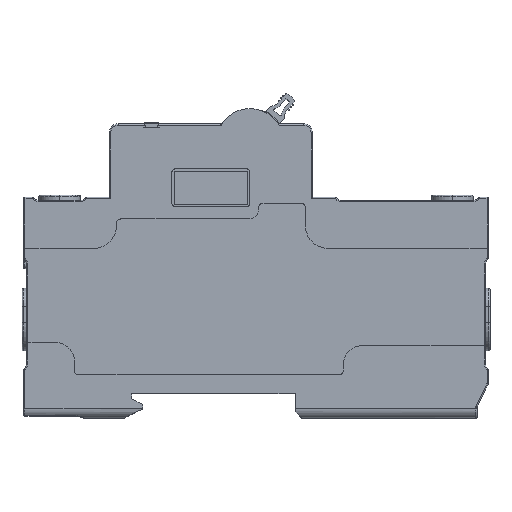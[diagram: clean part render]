
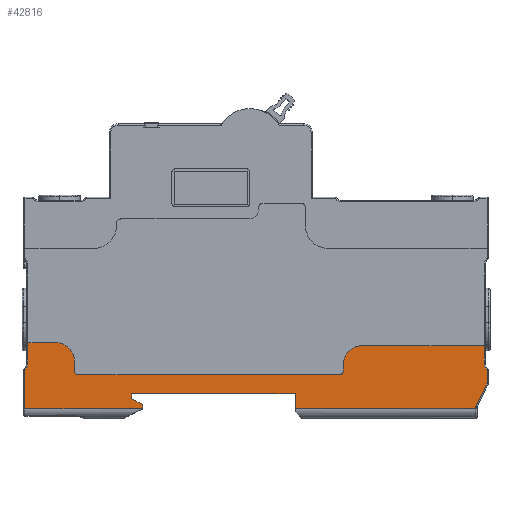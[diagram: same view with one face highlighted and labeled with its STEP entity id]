
A CAD part, top view. The second image highlights one B-rep face of the part: STEP entity #42816.
In plain terms, the highlighted planar face has unit normal (0, 0, 1).
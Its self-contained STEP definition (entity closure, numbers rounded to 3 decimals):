
#5602=DIRECTION('',(0.,1.,0.));
#5603=VECTOR('',#5602,2.805);
#5604=CARTESIAN_POINT('',(52.7,-53.332,36.));
#5605=LINE('',#5604,#5603);
#5660=DIRECTION('',(0.,1.,0.));
#5661=VECTOR('',#5660,0.432);
#5662=CARTESIAN_POINT('',(50.2,-59.1,36.));
#5663=LINE('',#5662,#5661);
#8942=DIRECTION('',(0.,1.,0.));
#8943=VECTOR('',#8942,3.824);
#8944=CARTESIAN_POINT('',(52.05,-48.924,36.));
#8945=LINE('',#8944,#8943);
#11493=CARTESIAN_POINT('',(-42.85,-48.5,36.));
#11494=DIRECTION('',(0.,0.,-1.));
#11495=DIRECTION('',(0.,1.,0.));
#11496=AXIS2_PLACEMENT_3D('',#11493,#11494,#11495);
#11498=CARTESIAN_POINT('',(-37.75,-50.5,36.));
#11499=DIRECTION('',(0.,0.,1.));
#11500=DIRECTION('',(-1.,0.,0.));
#11501=AXIS2_PLACEMENT_3D('',#11498,#11499,#11500);
#11503=CARTESIAN_POINT('',(19.85,-50.5,36.));
#11504=DIRECTION('',(0.,0.,1.));
#11505=DIRECTION('',(0.,-1.,0.));
#11506=AXIS2_PLACEMENT_3D('',#11503,#11504,#11505);
#11508=CARTESIAN_POINT('',(24.95,-49.2,36.));
#11509=DIRECTION('',(0.,0.,-1.));
#11510=DIRECTION('',(-1.,0.,0.));
#11511=AXIS2_PLACEMENT_3D('',#11508,#11509,#11510);
#11513=DIRECTION('',(1.,0.,0.));
#11514=VECTOR('',#11513,27.1);
#11515=CARTESIAN_POINT('',(24.95,-45.1,36.));
#11516=LINE('',#11515,#11514);
#11517=CARTESIAN_POINT('',(54.35,-48.924,36.));
#11518=DIRECTION('',(0.,0.,1.));
#11519=DIRECTION('',(-1.,0.,0.));
#11520=AXIS2_PLACEMENT_3D('',#11517,#11518,#11519);
#11522=DIRECTION('',(-0.433,-0.901,0.));
#11523=VECTOR('',#11522,5.633);
#11524=CARTESIAN_POINT('',(52.7,-53.332,36.));
#11525=LINE('',#11524,#11523);
#11526=CARTESIAN_POINT('',(50.8,-58.668,36.));
#11527=DIRECTION('',(0.,0.,1.));
#11528=DIRECTION('',(-0.901,0.433,0.));
#11529=AXIS2_PLACEMENT_3D('',#11526,#11527,#11528);
#11531=DIRECTION('',(0.,1.,0.));
#11532=VECTOR('',#11531,3.4);
#11533=CARTESIAN_POINT('',(10.15,-59.1,36.));
#11534=LINE('',#11533,#11532);
#11535=DIRECTION('',(0.866,-0.5,0.));
#11536=VECTOR('',#11535,2.714);
#11537=CARTESIAN_POINT('',(-26.05,-56.775,36.));
#11538=LINE('',#11537,#11536);
#11539=CARTESIAN_POINT('',(-23.85,-58.392,36.));
#11540=DIRECTION('',(0.,0.,-1.));
#11541=DIRECTION('',(0.5,0.866,0.));
#11542=AXIS2_PLACEMENT_3D('',#11539,#11540,#11541);
#11544=CARTESIAN_POINT('',(-23.85,-58.825,36.));
#11545=DIRECTION('',(0.,0.,-1.));
#11546=DIRECTION('',(1.,0.,0.));
#11547=AXIS2_PLACEMENT_3D('',#11544,#11545,#11546);
#11549=CARTESIAN_POINT('',(-51.35,-48.924,36.));
#11550=DIRECTION('',(0.,0.,1.));
#11551=DIRECTION('',(0.717,-0.697,0.));
#11552=AXIS2_PLACEMENT_3D('',#11549,#11550,#11551);
#11554=DIRECTION('',(0.,-1.,0.));
#11555=VECTOR('',#11554,4.524);
#11556=CARTESIAN_POINT('',(-49.05,-44.4,36.));
#11557=LINE('',#11556,#11555);
#11572=DIRECTION('',(-1.,0.,0.));
#11573=VECTOR('',#11572,6.2);
#11574=CARTESIAN_POINT('',(-42.85,-44.4,36.));
#11575=LINE('',#11574,#11573);
#11584=DIRECTION('',(0.,1.,0.));
#11585=VECTOR('',#11584,2.);
#11586=CARTESIAN_POINT('',(-38.75,-50.5,36.));
#11587=LINE('',#11586,#11585);
#11596=DIRECTION('',(-1.,0.,0.));
#11597=VECTOR('',#11596,57.6);
#11598=CARTESIAN_POINT('',(19.85,-51.5,36.));
#11599=LINE('',#11598,#11597);
#11608=DIRECTION('',(0.,-1.,0.));
#11609=VECTOR('',#11608,1.3);
#11610=CARTESIAN_POINT('',(20.85,-49.2,36.));
#11611=LINE('',#11610,#11609);
#11661=DIRECTION('',(0.,-1.,0.));
#11662=VECTOR('',#11661,8.573);
#11663=CARTESIAN_POINT('',(-49.7,-50.527,36.));
#11664=LINE('',#11663,#11662);
#11685=DIRECTION('',(1.,0.,0.));
#11686=VECTOR('',#11685,25.97);
#11687=CARTESIAN_POINT('',(-49.7,-59.1,36.));
#11688=LINE('',#11687,#11686);
#11698=DIRECTION('',(0.894,0.447,0.));
#11699=VECTOR('',#11698,0.016);
#11700=CARTESIAN_POINT('',(-23.73,-59.1,36.));
#11701=LINE('',#11700,#11699);
#11736=DIRECTION('',(0.,1.,0.));
#11737=VECTOR('',#11736,0.433);
#11738=CARTESIAN_POINT('',(-23.55,-58.825,36.));
#11739=LINE('',#11738,#11737);
#11756=DIRECTION('',(0.,1.,0.));
#11757=VECTOR('',#11756,1.075);
#11758=CARTESIAN_POINT('',(-26.05,-56.775,36.));
#11759=LINE('',#11758,#11757);
#11764=DIRECTION('',(1.,0.,0.));
#11765=VECTOR('',#11764,36.2);
#11766=CARTESIAN_POINT('',(-26.05,-55.7,36.));
#11767=LINE('',#11766,#11765);
#11794=DIRECTION('',(1.,0.,0.));
#11795=VECTOR('',#11794,40.05);
#11796=CARTESIAN_POINT('',(10.15,-59.1,36.));
#11797=LINE('',#11796,#11795);
#26099=CARTESIAN_POINT('',(-49.05,-44.4,36.));
#26100=CARTESIAN_POINT('',(-49.05,-48.924,36.));
#26101=VERTEX_POINT('',#26099);
#26102=VERTEX_POINT('',#26100);
#26103=CARTESIAN_POINT('',(-42.85,-44.4,36.));
#26104=VERTEX_POINT('',#26103);
#26105=CARTESIAN_POINT('',(-38.75,-48.5,36.));
#26106=VERTEX_POINT('',#26105);
#26107=CARTESIAN_POINT('',(-38.75,-50.5,36.));
#26108=VERTEX_POINT('',#26107);
#26109=CARTESIAN_POINT('',(-37.75,-51.5,36.));
#26110=VERTEX_POINT('',#26109);
#26111=CARTESIAN_POINT('',(19.85,-51.5,36.));
#26112=VERTEX_POINT('',#26111);
#26113=CARTESIAN_POINT('',(20.85,-50.5,36.));
#26114=VERTEX_POINT('',#26113);
#26115=CARTESIAN_POINT('',(20.85,-49.2,36.));
#26116=VERTEX_POINT('',#26115);
#26117=CARTESIAN_POINT('',(24.95,-45.1,36.));
#26118=VERTEX_POINT('',#26117);
#26119=CARTESIAN_POINT('',(52.05,-45.1,36.));
#26120=VERTEX_POINT('',#26119);
#26121=CARTESIAN_POINT('',(52.05,-48.924,36.));
#26122=VERTEX_POINT('',#26121);
#26123=CARTESIAN_POINT('',(52.7,-50.527,36.));
#26124=VERTEX_POINT('',#26123);
#26125=CARTESIAN_POINT('',(52.7,-53.332,36.));
#26126=VERTEX_POINT('',#26125);
#26127=CARTESIAN_POINT('',(50.259,-58.408,36.));
#26128=VERTEX_POINT('',#26127);
#26129=CARTESIAN_POINT('',(50.2,-58.668,36.));
#26130=VERTEX_POINT('',#26129);
#26131=CARTESIAN_POINT('',(50.2,-59.1,36.));
#26132=VERTEX_POINT('',#26131);
#26133=CARTESIAN_POINT('',(10.15,-59.1,36.));
#26134=VERTEX_POINT('',#26133);
#26135=CARTESIAN_POINT('',(10.15,-55.7,36.));
#26136=VERTEX_POINT('',#26135);
#26137=CARTESIAN_POINT('',(-26.05,-55.7,36.));
#26138=VERTEX_POINT('',#26137);
#26139=CARTESIAN_POINT('',(-26.05,-56.775,36.));
#26140=VERTEX_POINT('',#26139);
#26141=CARTESIAN_POINT('',(-23.7,-58.132,36.));
#26142=VERTEX_POINT('',#26141);
#26143=CARTESIAN_POINT('',(-23.55,-58.392,36.));
#26144=VERTEX_POINT('',#26143);
#26145=CARTESIAN_POINT('',(-23.55,-58.825,36.));
#26146=VERTEX_POINT('',#26145);
#26147=CARTESIAN_POINT('',(-23.716,-59.093,36.));
#26148=VERTEX_POINT('',#26147);
#26149=CARTESIAN_POINT('',(-23.73,-59.1,36.));
#26150=VERTEX_POINT('',#26149);
#26151=CARTESIAN_POINT('',(-49.7,-59.1,36.));
#26152=VERTEX_POINT('',#26151);
#26153=CARTESIAN_POINT('',(-49.7,-50.527,36.));
#26154=VERTEX_POINT('',#26153);
#42759=CARTESIAN_POINT('',(0.,0.,36.));
#42760=DIRECTION('',(0.,0.,-1.));
#42761=DIRECTION('',(1.,0.,0.));
#42762=AXIS2_PLACEMENT_3D('',#42759,#42760,#42761);
#42763=PLANE('',#42762);
#42765=ORIENTED_EDGE('',*,*,#42764,.F.);
#42767=ORIENTED_EDGE('',*,*,#42766,.F.);
#42769=ORIENTED_EDGE('',*,*,#42768,.T.);
#42771=ORIENTED_EDGE('',*,*,#42770,.F.);
#42773=ORIENTED_EDGE('',*,*,#42772,.T.);
#42775=ORIENTED_EDGE('',*,*,#42774,.F.);
#42777=ORIENTED_EDGE('',*,*,#42776,.T.);
#42779=ORIENTED_EDGE('',*,*,#42778,.F.);
#42781=ORIENTED_EDGE('',*,*,#42780,.T.);
#42782=ORIENTED_EDGE('',*,*,#39120,.T.);
#42783=ORIENTED_EDGE('',*,*,#39105,.F.);
#42785=ORIENTED_EDGE('',*,*,#42784,.T.);
#42786=ORIENTED_EDGE('',*,*,#34158,.F.);
#42787=ORIENTED_EDGE('',*,*,#34212,.T.);
#42788=ORIENTED_EDGE('',*,*,#34254,.T.);
#42789=ORIENTED_EDGE('',*,*,#34269,.F.);
#42791=ORIENTED_EDGE('',*,*,#42790,.F.);
#42793=ORIENTED_EDGE('',*,*,#42792,.T.);
#42795=ORIENTED_EDGE('',*,*,#42794,.F.);
#42797=ORIENTED_EDGE('',*,*,#42796,.F.);
#42799=ORIENTED_EDGE('',*,*,#42798,.T.);
#42801=ORIENTED_EDGE('',*,*,#42800,.T.);
#42803=ORIENTED_EDGE('',*,*,#42802,.F.);
#42805=ORIENTED_EDGE('',*,*,#42804,.T.);
#42807=ORIENTED_EDGE('',*,*,#42806,.F.);
#42809=ORIENTED_EDGE('',*,*,#42808,.F.);
#42811=ORIENTED_EDGE('',*,*,#42810,.F.);
#42813=ORIENTED_EDGE('',*,*,#42812,.T.);
#42814=EDGE_LOOP('',(#42765,#42767,#42769,#42771,#42773,#42775,#42777,#42779,
#42781,#42782,#42783,#42785,#42786,#42787,#42788,#42789,#42791,#42793,#42795,
#42797,#42799,#42801,#42803,#42805,#42807,#42809,#42811,#42813));
#42815=FACE_OUTER_BOUND('',#42814,.F.);
#42816=ADVANCED_FACE('',(#42815),#42763,.F.);
#11497=CIRCLE('',#11496,4.1);
#11502=CIRCLE('',#11501,1.);
#11507=CIRCLE('',#11506,1.);
#11512=CIRCLE('',#11511,4.1);
#11521=CIRCLE('',#11520,2.3);
#11530=CIRCLE('',#11529,0.6);
#11543=CIRCLE('',#11542,0.3);
#11548=CIRCLE('',#11547,0.3);
#11553=CIRCLE('',#11552,2.3);
#34158=EDGE_CURVE('',#26126,#26124,#5605,.T.);
#34212=EDGE_CURVE('',#26126,#26128,#11525,.T.);
#34254=EDGE_CURVE('',#26128,#26130,#11530,.T.);
#34269=EDGE_CURVE('',#26132,#26130,#5663,.T.);
#39105=EDGE_CURVE('',#26122,#26120,#8945,.T.);
#39120=EDGE_CURVE('',#26118,#26120,#11516,.T.);
#42764=EDGE_CURVE('',#26101,#26102,#11557,.T.);
#42766=EDGE_CURVE('',#26104,#26101,#11575,.T.);
#42768=EDGE_CURVE('',#26104,#26106,#11497,.T.);
#42770=EDGE_CURVE('',#26108,#26106,#11587,.T.);
#42772=EDGE_CURVE('',#26108,#26110,#11502,.T.);
#42774=EDGE_CURVE('',#26112,#26110,#11599,.T.);
#42776=EDGE_CURVE('',#26112,#26114,#11507,.T.);
#42778=EDGE_CURVE('',#26116,#26114,#11611,.T.);
#42780=EDGE_CURVE('',#26116,#26118,#11512,.T.);
#42784=EDGE_CURVE('',#26122,#26124,#11521,.T.);
#42790=EDGE_CURVE('',#26134,#26132,#11797,.T.);
#42792=EDGE_CURVE('',#26134,#26136,#11534,.T.);
#42794=EDGE_CURVE('',#26138,#26136,#11767,.T.);
#42796=EDGE_CURVE('',#26140,#26138,#11759,.T.);
#42798=EDGE_CURVE('',#26140,#26142,#11538,.T.);
#42800=EDGE_CURVE('',#26142,#26144,#11543,.T.);
#42802=EDGE_CURVE('',#26146,#26144,#11739,.T.);
#42804=EDGE_CURVE('',#26146,#26148,#11548,.T.);
#42806=EDGE_CURVE('',#26150,#26148,#11701,.T.);
#42808=EDGE_CURVE('',#26152,#26150,#11688,.T.);
#42810=EDGE_CURVE('',#26154,#26152,#11664,.T.);
#42812=EDGE_CURVE('',#26154,#26102,#11553,.T.);
